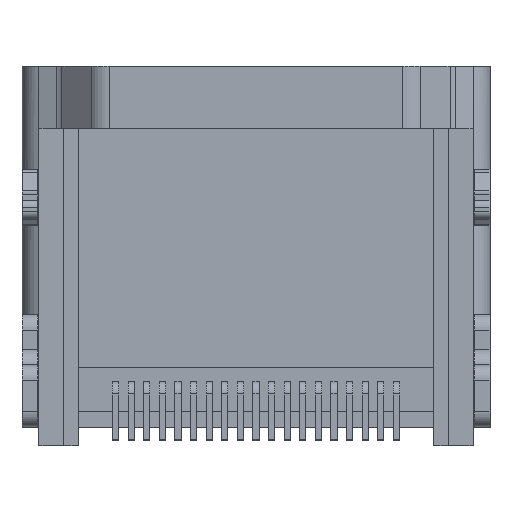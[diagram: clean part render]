
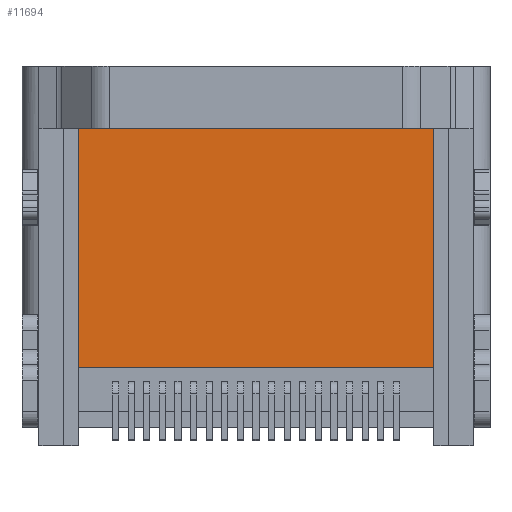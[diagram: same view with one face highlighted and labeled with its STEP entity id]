
A CAD part, top view. The second image highlights one B-rep face of the part: STEP entity #11694.
In plain terms, the highlighted planar face has unit normal (0, 0, 1).
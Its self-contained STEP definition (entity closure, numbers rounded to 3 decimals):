
#2709=DIRECTION('',(1.,0.,0.));
#2710=VECTOR('',#2709,11.4);
#2711=CARTESIAN_POINT('',(-5.7,4.8,-0.1));
#2712=LINE('',#2711,#2710);
#3059=DIRECTION('',(0.,1.,0.));
#3060=VECTOR('',#3059,7.65);
#3061=CARTESIAN_POINT('',(5.7,-2.85,-0.1));
#3062=LINE('',#3061,#3060);
#3395=DIRECTION('',(1.,0.,0.));
#3396=VECTOR('',#3395,11.4);
#3397=CARTESIAN_POINT('',(-5.7,-2.85,-0.1));
#3398=LINE('',#3397,#3396);
#3399=DIRECTION('',(0.,1.,0.));
#3400=VECTOR('',#3399,7.65);
#3401=CARTESIAN_POINT('',(-5.7,-2.85,-0.1));
#3402=LINE('',#3401,#3400);
#6189=CARTESIAN_POINT('',(-5.7,4.8,-0.1));
#6190=VERTEX_POINT('',#6189);
#6191=CARTESIAN_POINT('',(5.7,4.8,-0.1));
#6192=VERTEX_POINT('',#6191);
#7259=CARTESIAN_POINT('',(-5.7,-2.85,-0.1));
#7260=CARTESIAN_POINT('',(5.7,-2.85,-0.1));
#7261=VERTEX_POINT('',#7259);
#7262=VERTEX_POINT('',#7260);
#11683=CARTESIAN_POINT('',(-5.7,0.,-0.1));
#11684=DIRECTION('',(0.,0.,1.));
#11685=DIRECTION('',(1.,0.,0.));
#11686=AXIS2_PLACEMENT_3D('',#11683,#11684,#11685);
#11687=PLANE('',#11686);
#11688=ORIENTED_EDGE('',*,*,#11675,.F.);
#11689=ORIENTED_EDGE('',*,*,#11340,.T.);
#11690=ORIENTED_EDGE('',*,*,#10723,.T.);
#11691=ORIENTED_EDGE('',*,*,#11423,.F.);
#11692=EDGE_LOOP('',(#11688,#11689,#11690,#11691));
#11693=FACE_OUTER_BOUND('',#11692,.F.);
#10723=EDGE_CURVE('',#6190,#6192,#2712,.T.);
#11340=EDGE_CURVE('',#7261,#6190,#3402,.T.);
#11423=EDGE_CURVE('',#7262,#6192,#3062,.T.);
#11675=EDGE_CURVE('',#7261,#7262,#3398,.T.);
#11694=ADVANCED_FACE('',(#11693),#11687,.T.);
